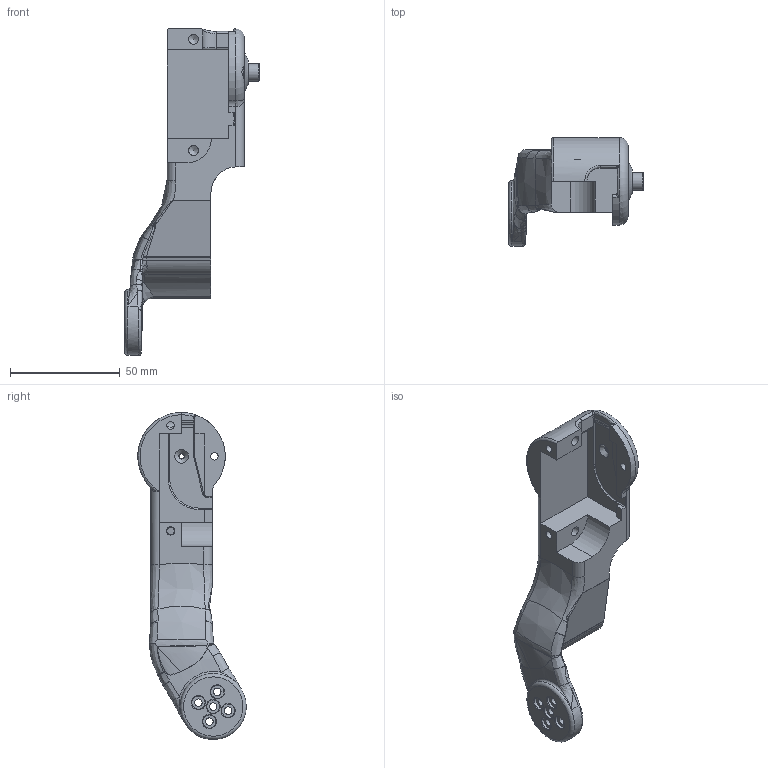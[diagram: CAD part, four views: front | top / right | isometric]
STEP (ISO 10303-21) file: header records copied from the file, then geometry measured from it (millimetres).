
FILE_DESCRIPTION(/* description */ (''),/* implementation_level */ '2;1');
FILE_NAME(/* name */ 'upper leg v13.step',/* time_stamp */ '2022-02-25T18:54:03-08:00',/* author */ (''),/* organization */ (''),/* preprocessor_version */ 'ST-DEVELOPER v18.1',/* originating_system */ 'Autodesk Translation Framework v10.13.0.1454',/* authorisation */ '');
FILE_SCHEMA (('AUTOMOTIVE_DESIGN { 1 0 10303 214 3 1 1 }'));
Length unit declared in the file: millimetre
Products named in the file (2): upper leg; upper_leg_main
Assembly tree (1 placements, depth 2):
  upper leg
    upper_leg_main
Bounding box: 61.4 x 49.33 x 148.81 mm (x, y, z)
Volume: 70346.8 mm3; surface area: 20957.2 mm2
Topology: 1 solids, 1 shells, 301 faces, 877 edges, 571 vertices
Faces by surface type: cylinder 104, bspline 101, plane 55, torus 31, cone 8, sphere 2
Full cylindrical faces by diameter (mm): 2.529 x18, 3.086 x18, 3.4 x6, 3.5 x3, 4.5 x4, 6 x5, 6.5 x1, 8 x1, 20.2 x1
Entity records: 29664 total; most frequent: CARTESIAN_POINT 22554, ORIENTED_EDGE 1714, DIRECTION 1131, EDGE_CURVE 857, VERTEX_POINT 571, AXIS2_PLACEMENT_3D 464, B_SPLINE_CURVE_WITH_KNOTS 393, EDGE_LOOP 330
